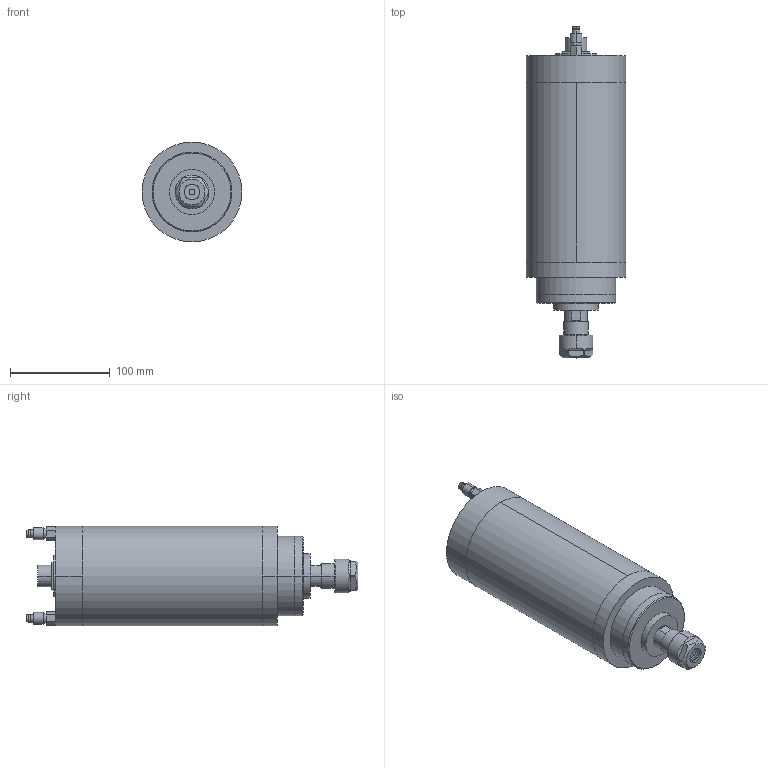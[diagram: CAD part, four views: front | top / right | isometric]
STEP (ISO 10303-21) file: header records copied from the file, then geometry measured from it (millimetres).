
FILE_DESCRIPTION (( 'STEP AP214' ), '1' );
FILE_NAME ('GDZ24-3軞蚾.STEP', '2021-04-30T07:06:49', ( '萇齟' ), ( '' ), 'SwSTEP 2.0', 'SolidWorks 2018', '' );
FILE_SCHEMA (( 'AUTOMOTIVE_DESIGN' ));
Length unit declared in the file: millimetre
Products named in the file (12): GDZ24-1B堤盄釱; GDZ24-1B儂褲2; GDZ24-1B儂褲; ER20 粟俶芠標; GDZ24-1B粣創釱; 堤盄釱脣芛28x28; GDZ24-1B粣芛; ER20蹟簽; GDZ24-3軞蚾; GDZ24-1B儂褲3; GDZ17阨郲; GDZ24-1B儂褲1
Assembly tree (12 placements, depth 2):
  GDZ24-3軞蚾
    GDZ24-1B儂褲
    ER20 粟俶芠標
    ER20蹟簽
    GDZ17阨郲  x2
    GDZ24-1B堤盄釱
    堤盄釱脣芛28x28
    GDZ24-1B粣芛
    GDZ24-1B粣創釱
    GDZ24-1B儂褲1
    GDZ24-1B儂褲2
    GDZ24-1B儂褲3
Bounding box: 100 x 332.5 x 100 mm (x, y, z)
Volume: 1924076.9 mm3; surface area: 166954.1 mm2
Topology: 12 solids, 12 shells, 159 faces, 334 edges, 218 vertices
Faces by surface type: plane 69, cylinder 64, cone 22, torus 4
Entity records: 4522 total; most frequent: CARTESIAN_POINT 932, DIRECTION 710, ORIENTED_EDGE 568, AXIS2_PLACEMENT_3D 292, EDGE_CURVE 284, VERTEX_POINT 186, EDGE_LOOP 162, CIRCLE 142
